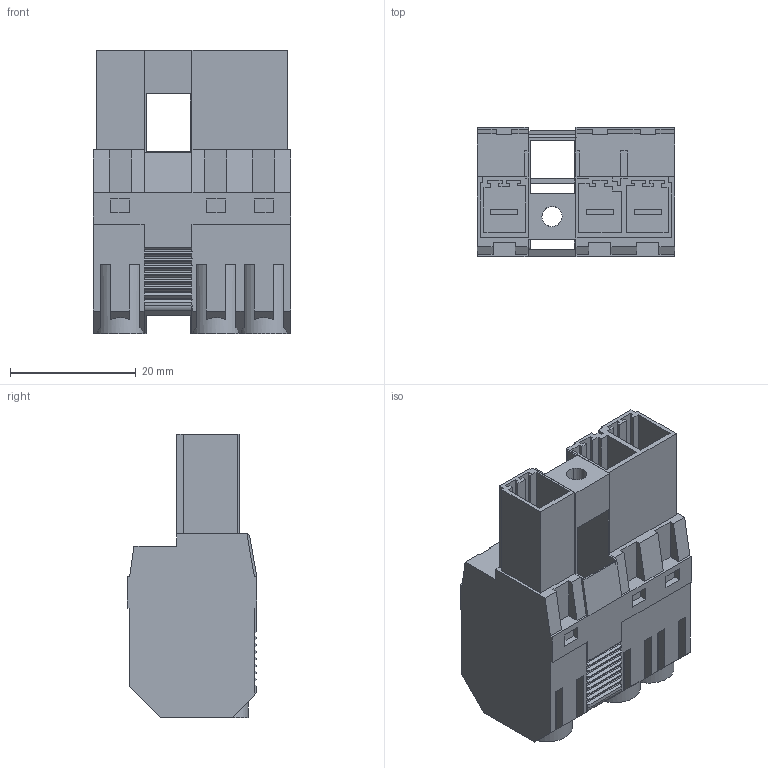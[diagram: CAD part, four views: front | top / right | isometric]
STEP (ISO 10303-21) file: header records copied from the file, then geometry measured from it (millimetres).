
FILE_DESCRIPTION(('CATIA V5 STEP Exchange','CAx-IF Rec.Pracs.--- Model Styling and Organization---1.4--- 2014-01-23'),'2;1');
FILE_NAME ('D1447973_1_1061040000_1061040000.stp','2022-10-14T09:35:59+00:00',('none'),('Weidmueller'),'CATIA Version 5-6 Release 2016 SP3 HF44','CATIA V5 STEP AP214','none');
FILE_SCHEMA(('AUTOMOTIVE_DESIGN { 1 0 10303 214 1 1 1 1 }'));
Length unit declared in the file: millimetre
Products named in the file (1): 1061040000
Bounding box: 31.38 x 20.6 x 45.01 mm (x, y, z)
Volume: 12882.3 mm3; surface area: 10332.9 mm2
Topology: 4 solids, 4 shells, 458 faces, 1271 edges, 832 vertices
Faces by surface type: plane 405, cylinder 53
Entity records: 13589 total; most frequent: ORIENTED_EDGE 2542, CARTESIAN_POINT 2503, DIRECTION 1855, EDGE_CURVE 1271, VECTOR 1149, LINE 1149, VERTEX_POINT 832, EDGE_LOOP 479
